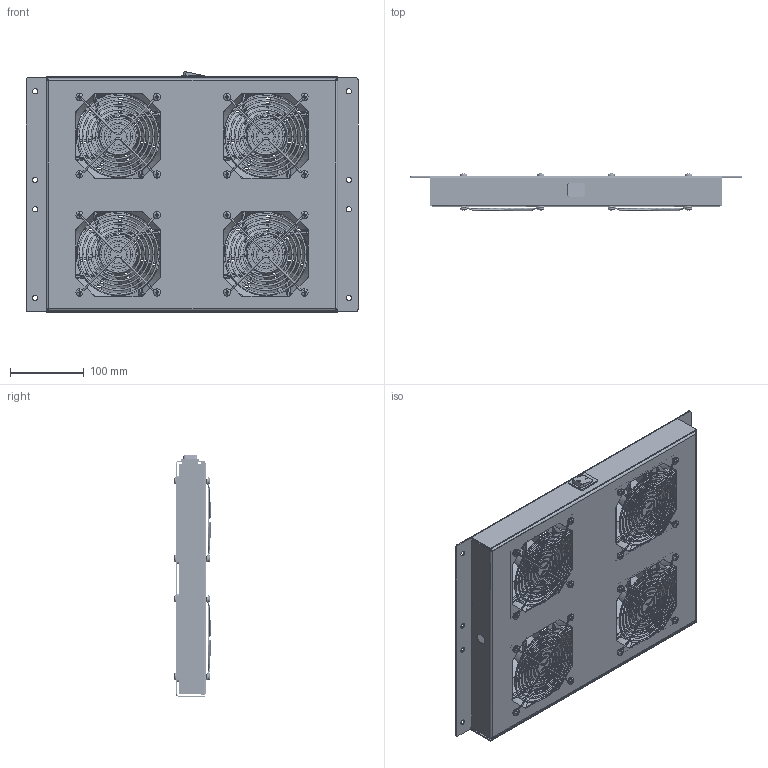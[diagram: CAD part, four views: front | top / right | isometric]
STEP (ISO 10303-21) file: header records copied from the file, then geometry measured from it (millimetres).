
FILE_DESCRIPTION (( 'STEP AP203' ), '1' );
FILE_NAME ('R5VSIT6004F.STEP', '2014-04-04T11:32:37', ( 'admin' ), ( '' ), 'SwSTEP 2.0', 'SolidWorks 2013', '' );
FILE_SCHEMA (( 'CONFIG_CONTROL_DESIGN' ));
Length unit declared in the file: millimetre
Products named in the file (7): R5VSIT6004F; QB03C154; Ventola 120mm; QB03C153_QB03C143; griglia ventola 120mm; A2200024; Interruttori per ventole_Standard
Assembly tree (43 placements, depth 2):
  R5VSIT6004F
    QB03C154
    Ventola 120mm  x4
    QB03C153_QB03C143
    griglia ventola 120mm  x4
    A2200024  x32
    Interruttori per ventole_Standard
Bounding box: 450 x 50.15 x 327.15 mm (x, y, z)
Volume: 1020459.6 mm3; surface area: 905646.5 mm2
Topology: 79 solids, 79 shells, 3139 faces, 8478 edges, 5476 vertices
Faces by surface type: plane 1952, cylinder 479, bspline 344, torus 192, cone 108, sphere 64
Entity records: 48378 total; most frequent: CARTESIAN_POINT 12624, ORIENTED_EDGE 7272, DIRECTION 6395, EDGE_CURVE 3636, LINE 2903, VECTOR 2903, VERTEX_POINT 2382, EDGE_LOOP 1760
